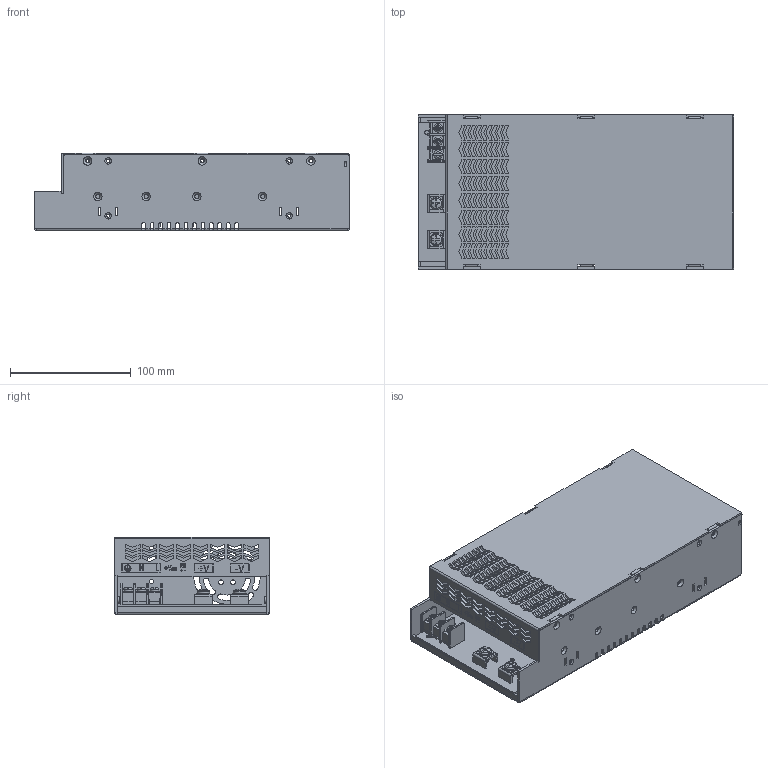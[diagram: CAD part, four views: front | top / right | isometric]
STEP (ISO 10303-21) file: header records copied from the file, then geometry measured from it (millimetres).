
FILE_DESCRIPTION(/* description */ (''),/* implementation_level */ '2;1');
FILE_NAME(/* name */ 'MPS-600&1000.stp',/* time_stamp */ '2023-07-21T15:32:14+08:00',/* author */ (''),/* organization */ (''),/* preprocessor_version */ 'ST-DEVELOPER v19.3',/* originating_system */ 'SIEMENS PLM Software NX2212.3001',/* authorisation */ '');
FILE_SCHEMA (('AP203_CONFIGURATION_CONTROLLED_3D_DESIGN_OF_MECHANICAL_PARTS_AND_ASSEMBLIES_MIM_LF { 1 0 10303 403 2 1 2}'));
Length unit declared in the file: millimetre
Products named in the file (11): model1; M5半圆头螺丝; U型端子; KF-65S-11.0-3P-1K_stp; MPS-450W-A01P01; 铆钉M3x7; A04WJJSK0000043; A04WJJSK0000078; A01J1DZZ0000004; MPS-450W-A01; MPS-600&1000
Assembly tree (16 placements, depth 4):
  MPS-600&1000
    A04WJJSK0000078
    MPS-450W-A01
      MPS-450W-A01P01
      KF-65S-11.0-3P-1K_stp
      A01J1DZZ0000004  x2
        U型端子
        M5半圆头螺丝
        model1
    A04WJJSK0000043
    铆钉M3x7  x6
Bounding box: 261 x 128 x 64.5 mm (x, y, z)
Volume: 235178.3 mm3; surface area: 274052.6 mm2
Topology: 16 solids, 16 shells, 1742 faces, 4968 edges, 3278 vertices
Faces by surface type: plane 1233, cylinder 389, extrusion 50, torus 41, cone 22, bspline 7
Full cylindrical faces by diameter (mm): 2.5 x25, 3.4 x13, 3.6 x2, 3.7 x2, 4 x4, 4.2 x2, 4.5 x3, 4.8 x12, 5 x4, 5.3 x13, 5.5 x1, 10.3 x2
Entity records: 55412 total; most frequent: CARTESIAN_POINT 11781, ORIENTED_EDGE 9156, DIRECTION 7897, EDGE_CURVE 4578, VECTOR 3279, LINE 3229, VERTEX_POINT 3077, AXIS2_PLACEMENT_3D 2309
